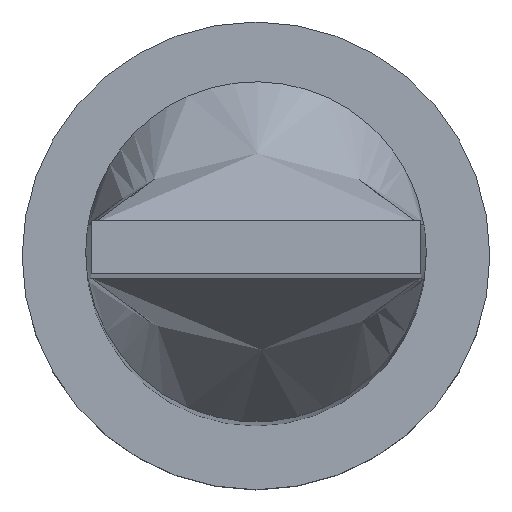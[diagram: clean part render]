
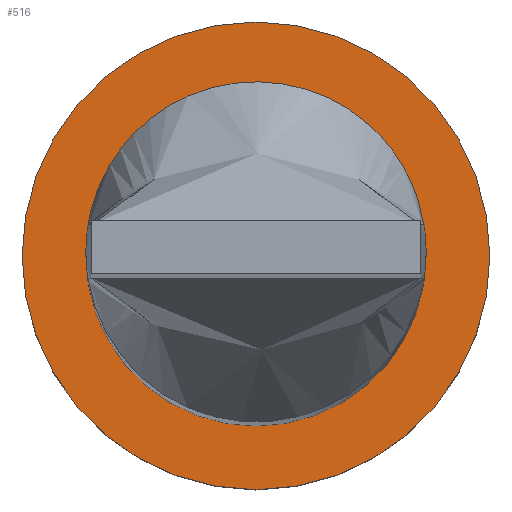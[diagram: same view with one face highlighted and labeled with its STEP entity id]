
A CAD part, top view. The second image highlights one B-rep face of the part: STEP entity #516.
In plain terms, the highlighted planar face has unit normal (0, 0, 1).
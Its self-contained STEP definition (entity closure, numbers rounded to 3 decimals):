
#7 = DIRECTION ( 'NONE',  ( 1., 0., 0. ) ) ;
#17 = CARTESIAN_POINT ( 'NONE',  ( 0., 0., 7. ) ) ;
#18 = CIRCLE ( 'NONE', #101, 11. ) ;
#25 = CIRCLE ( 'NONE', #470, 8. ) ;
#65 = FACE_BOUND ( 'NONE', #270, .T. ) ;
#101 = AXIS2_PLACEMENT_3D ( 'NONE', #438, #639, #577 ) ;
#114 = AXIS2_PLACEMENT_3D ( 'NONE', #17, #219, #409 ) ;
#119 = EDGE_CURVE ( 'NONE', #297, #189, #567, .T. ) ;
#121 = CARTESIAN_POINT ( 'NONE',  ( 8., 0., 7. ) ) ;
#135 = DIRECTION ( 'NONE',  ( 1., 0., 0. ) ) ;
#178 = ORIENTED_EDGE ( 'NONE', *, *, #235, .T. ) ;
#183 = DIRECTION ( 'NONE',  ( 0., 0., 1. ) ) ;
#189 = VERTEX_POINT ( 'NONE', #532 ) ;
#197 = AXIS2_PLACEMENT_3D ( 'NONE', #352, #390, #7 ) ;
#219 = DIRECTION ( 'NONE',  ( 0., 0., 1. ) ) ;
#223 = ORIENTED_EDGE ( 'NONE', *, *, #119, .T. ) ;
#235 = EDGE_CURVE ( 'NONE', #189, #297, #18, .T. ) ;
#266 = FACE_OUTER_BOUND ( 'NONE', #514, .T. ) ;
#270 = EDGE_LOOP ( 'NONE', ( #621, #606 ) ) ;
#297 = VERTEX_POINT ( 'NONE', #400 ) ;
#300 = CARTESIAN_POINT ( 'NONE',  ( -8., 0., 7. ) ) ;
#336 = DIRECTION ( 'NONE',  ( 0., 0., 1. ) ) ;
#340 = EDGE_CURVE ( 'NONE', #462, #341, #510, .T. ) ;
#341 = VERTEX_POINT ( 'NONE', #300 ) ;
#352 = CARTESIAN_POINT ( 'NONE',  ( 0., 0., 7. ) ) ;
#374 = DIRECTION ( 'NONE',  ( 1., 0., 0. ) ) ;
#390 = DIRECTION ( 'NONE',  ( 0., 0., 1. ) ) ;
#400 = CARTESIAN_POINT ( 'NONE',  ( -11., 0., 7. ) ) ;
#409 = DIRECTION ( 'NONE',  ( 1., 0., 0. ) ) ;
#438 = CARTESIAN_POINT ( 'NONE',  ( 0., 0., 7. ) ) ;
#457 = PLANE ( 'NONE',  #114 ) ;
#462 = VERTEX_POINT ( 'NONE', #121 ) ;
#470 = AXIS2_PLACEMENT_3D ( 'NONE', #565, #183, #135 ) ;
#510 = CIRCLE ( 'NONE', #197, 8. ) ;
#514 = EDGE_LOOP ( 'NONE', ( #223, #178 ) ) ;
#516 = ADVANCED_FACE ( 'NONE', ( #65, #266 ), #457, .T. ) ;
#532 = CARTESIAN_POINT ( 'NONE',  ( 11., 0., 7. ) ) ;
#549 = EDGE_CURVE ( 'NONE', #341, #462, #25, .T. ) ;
#565 = CARTESIAN_POINT ( 'NONE',  ( 0., 0., 7. ) ) ;
#567 = CIRCLE ( 'NONE', #582, 11. ) ;
#577 = DIRECTION ( 'NONE',  ( 1., 0., 0. ) ) ;
#582 = AXIS2_PLACEMENT_3D ( 'NONE', #588, #336, #374 ) ;
#588 = CARTESIAN_POINT ( 'NONE',  ( 0., 0., 7. ) ) ;
#606 = ORIENTED_EDGE ( 'NONE', *, *, #340, .F. ) ;
#621 = ORIENTED_EDGE ( 'NONE', *, *, #549, .F. ) ;
#639 = DIRECTION ( 'NONE',  ( 0., 0., 1. ) ) ;
